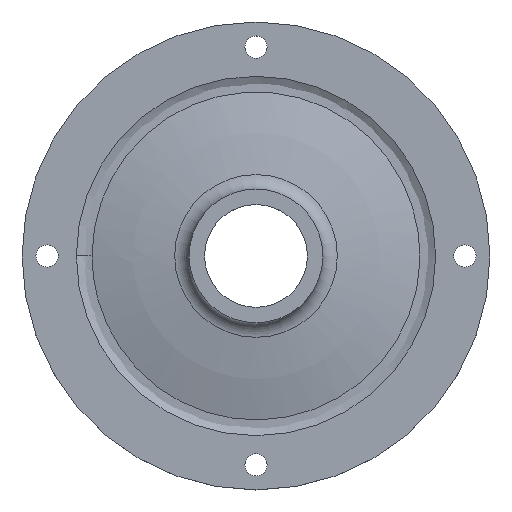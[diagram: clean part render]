
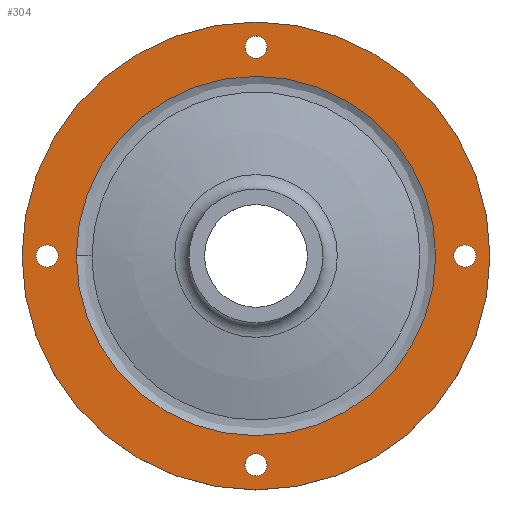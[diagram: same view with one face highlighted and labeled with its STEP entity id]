
A CAD part, top view. The second image highlights one B-rep face of the part: STEP entity #304.
In plain terms, the highlighted planar face has unit normal (0, 0, 1).
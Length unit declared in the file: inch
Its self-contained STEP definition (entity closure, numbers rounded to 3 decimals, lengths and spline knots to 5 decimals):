
#20=FACE_BOUND('',#86,.T.);
#21=FACE_BOUND('',#87,.T.);
#22=FACE_BOUND('',#88,.T.);
#23=FACE_BOUND('',#89,.T.);
#24=FACE_BOUND('',#90,.T.);
#27=PLANE('',#363);
#65=FACE_OUTER_BOUND('',#85,.T.);
#85=EDGE_LOOP('',(#269,#270));
#86=EDGE_LOOP('',(#271,#272));
#87=EDGE_LOOP('',(#273,#274));
#88=EDGE_LOOP('',(#275,#276));
#89=EDGE_LOOP('',(#277,#278));
#90=EDGE_LOOP('',(#279,#280));
#95=CIRCLE('',#322,2.15);
#99=CIRCLE('',#328,0.133);
#100=CIRCLE('',#329,0.133);
#102=CIRCLE('',#332,0.133);
#103=CIRCLE('',#333,0.133);
#105=CIRCLE('',#336,0.133);
#106=CIRCLE('',#337,0.133);
#108=CIRCLE('',#340,0.133);
#109=CIRCLE('',#341,0.133);
#111=CIRCLE('',#343,2.15);
#124=CIRCLE('',#361,2.8);
#125=CIRCLE('',#362,2.8);
#131=VERTEX_POINT('',#490);
#133=VERTEX_POINT('',#501);
#137=VERTEX_POINT('',#513);
#138=VERTEX_POINT('',#514);
#140=VERTEX_POINT('',#521);
#141=VERTEX_POINT('',#522);
#143=VERTEX_POINT('',#529);
#144=VERTEX_POINT('',#530);
#146=VERTEX_POINT('',#537);
#147=VERTEX_POINT('',#538);
#159=VERTEX_POINT('',#1014);
#160=VERTEX_POINT('',#1015);
#164=EDGE_CURVE('',#133,#131,#95,.T.);
#169=EDGE_CURVE('',#137,#138,#99,.T.);
#170=EDGE_CURVE('',#138,#137,#100,.T.);
#173=EDGE_CURVE('',#140,#141,#102,.T.);
#174=EDGE_CURVE('',#141,#140,#103,.T.);
#177=EDGE_CURVE('',#143,#144,#105,.T.);
#178=EDGE_CURVE('',#144,#143,#106,.T.);
#181=EDGE_CURVE('',#146,#147,#108,.T.);
#182=EDGE_CURVE('',#147,#146,#109,.T.);
#185=EDGE_CURVE('',#131,#133,#111,.T.);
#200=EDGE_CURVE('',#159,#160,#124,.T.);
#201=EDGE_CURVE('',#160,#159,#125,.T.);
#269=ORIENTED_EDGE('',*,*,#200,.T.);
#270=ORIENTED_EDGE('',*,*,#201,.T.);
#271=ORIENTED_EDGE('',*,*,#169,.T.);
#272=ORIENTED_EDGE('',*,*,#170,.T.);
#273=ORIENTED_EDGE('',*,*,#173,.T.);
#274=ORIENTED_EDGE('',*,*,#174,.T.);
#275=ORIENTED_EDGE('',*,*,#177,.T.);
#276=ORIENTED_EDGE('',*,*,#178,.T.);
#277=ORIENTED_EDGE('',*,*,#181,.T.);
#278=ORIENTED_EDGE('',*,*,#182,.T.);
#279=ORIENTED_EDGE('',*,*,#164,.F.);
#280=ORIENTED_EDGE('',*,*,#185,.F.);
#304=ADVANCED_FACE('',(#65,#20,#21,#22,#23,#24),#27,.T.);
#322=AXIS2_PLACEMENT_3D('',#503,#371,#372);
#328=AXIS2_PLACEMENT_3D('',#515,#384,#385);
#329=AXIS2_PLACEMENT_3D('',#516,#386,#387);
#332=AXIS2_PLACEMENT_3D('',#523,#393,#394);
#333=AXIS2_PLACEMENT_3D('',#524,#395,#396);
#336=AXIS2_PLACEMENT_3D('',#531,#402,#403);
#337=AXIS2_PLACEMENT_3D('',#532,#404,#405);
#340=AXIS2_PLACEMENT_3D('',#539,#411,#412);
#341=AXIS2_PLACEMENT_3D('',#540,#413,#414);
#343=AXIS2_PLACEMENT_3D('',#729,#418,#419);
#361=AXIS2_PLACEMENT_3D('',#1016,#455,#456);
#362=AXIS2_PLACEMENT_3D('',#1017,#457,#458);
#363=AXIS2_PLACEMENT_3D('',#1019,#460,#461);
#371=DIRECTION('center_axis',(0.,0.,1.));
#372=DIRECTION('ref_axis',(1.,0.,0.));
#384=DIRECTION('center_axis',(0.,0.,-1.));
#385=DIRECTION('ref_axis',(0.,-1.,0.));
#386=DIRECTION('center_axis',(0.,0.,-1.));
#387=DIRECTION('ref_axis',(0.,-1.,0.));
#393=DIRECTION('center_axis',(0.,0.,-1.));
#394=DIRECTION('ref_axis',(-1.,0.,0.));
#395=DIRECTION('center_axis',(0.,0.,-1.));
#396=DIRECTION('ref_axis',(-1.,0.,0.));
#402=DIRECTION('center_axis',(0.,0.,-1.));
#403=DIRECTION('ref_axis',(0.,1.,0.));
#404=DIRECTION('center_axis',(0.,0.,-1.));
#405=DIRECTION('ref_axis',(0.,1.,0.));
#411=DIRECTION('center_axis',(0.,0.,-1.));
#412=DIRECTION('ref_axis',(1.,0.,0.));
#413=DIRECTION('center_axis',(0.,0.,-1.));
#414=DIRECTION('ref_axis',(1.,0.,0.));
#418=DIRECTION('center_axis',(0.,0.,1.));
#419=DIRECTION('ref_axis',(1.,0.,0.));
#455=DIRECTION('center_axis',(0.,0.,1.));
#456=DIRECTION('ref_axis',(1.,0.,0.));
#457=DIRECTION('center_axis',(0.,0.,1.));
#458=DIRECTION('ref_axis',(1.,0.,0.));
#460=DIRECTION('center_axis',(0.,0.,1.));
#461=DIRECTION('ref_axis',(1.,0.,0.));
#490=CARTESIAN_POINT('',(-2.15,0.,0.35));
#501=CARTESIAN_POINT('',(-2.15,0.00174,0.35));
#503=CARTESIAN_POINT('Origin',(0.,0.,0.35));
#513=CARTESIAN_POINT('',(0.,-2.633,0.35));
#514=CARTESIAN_POINT('',(0.,-2.367,0.35));
#515=CARTESIAN_POINT('Origin',(0.,-2.5,0.35));
#516=CARTESIAN_POINT('Origin',(0.,-2.5,0.35));
#521=CARTESIAN_POINT('',(-2.633,0.,0.35));
#522=CARTESIAN_POINT('',(-2.367,0.,0.35));
#523=CARTESIAN_POINT('Origin',(-2.5,0.,0.35));
#524=CARTESIAN_POINT('Origin',(-2.5,0.,0.35));
#529=CARTESIAN_POINT('',(0.,2.633,0.35));
#530=CARTESIAN_POINT('',(0.,2.367,0.35));
#531=CARTESIAN_POINT('Origin',(0.,2.5,0.35));
#532=CARTESIAN_POINT('Origin',(0.,2.5,0.35));
#537=CARTESIAN_POINT('',(2.633,0.,0.35));
#538=CARTESIAN_POINT('',(2.367,0.,0.35));
#539=CARTESIAN_POINT('Origin',(2.5,0.,0.35));
#540=CARTESIAN_POINT('Origin',(2.5,0.,0.35));
#729=CARTESIAN_POINT('Origin',(0.,0.,0.35));
#1014=CARTESIAN_POINT('',(2.8,0.,0.35));
#1015=CARTESIAN_POINT('',(-2.8,0.,0.35));
#1016=CARTESIAN_POINT('Origin',(0.,0.,0.35));
#1017=CARTESIAN_POINT('Origin',(0.,0.,0.35));
#1019=CARTESIAN_POINT('Origin',(2.15,0.,0.35));
